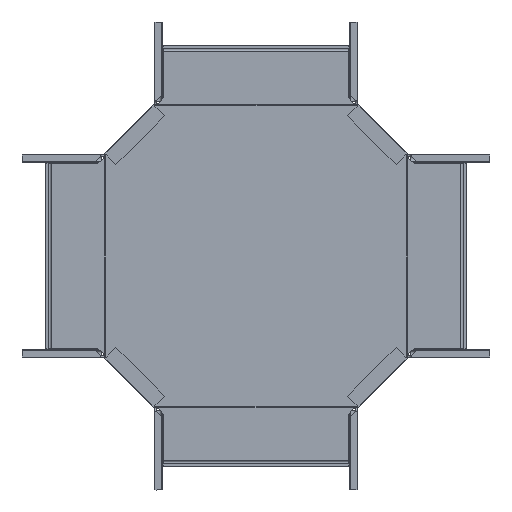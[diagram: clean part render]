
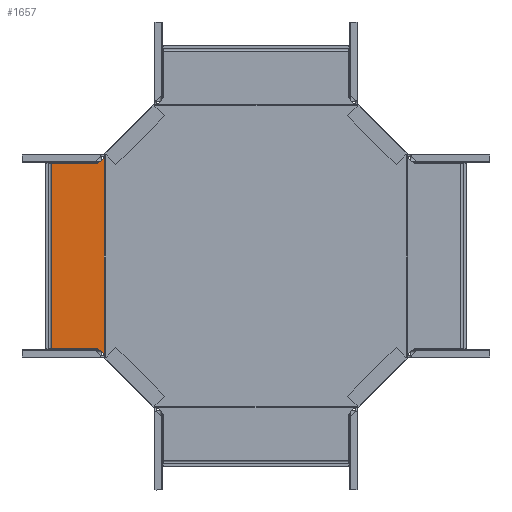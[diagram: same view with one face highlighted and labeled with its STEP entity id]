
A CAD part, front view. The second image highlights one B-rep face of the part: STEP entity #1657.
In plain terms, the highlighted planar face has unit normal (0, -1, 0).
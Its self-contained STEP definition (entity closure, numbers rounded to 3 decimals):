
#8 = VECTOR ( 'NONE', #5410, 1000. ) ;
#163 = CARTESIAN_POINT ( 'NONE',  ( -198.823, -2., 89.75 ) ) ;
#164 = VERTEX_POINT ( 'NONE', #186 ) ;
#186 = CARTESIAN_POINT ( 'NONE',  ( -147.413, -2., -95.502 ) ) ;
#295 = CARTESIAN_POINT ( 'NONE',  ( -147.537, -2., 95.428 ) ) ;
#350 = VERTEX_POINT ( 'NONE', #1791 ) ;
#525 = DIRECTION ( 'NONE',  ( 0.707, 0., 0.707 ) ) ;
#581 = CARTESIAN_POINT ( 'NONE',  ( -148.062, -2., -95.074 ) ) ;
#639 = PLANE ( 'NONE',  #5070 ) ;
#685 = CARTESIAN_POINT ( 'NONE',  ( -148.138, -2., 95.02 ) ) ;
#695 = EDGE_CURVE ( 'NONE', #4722, #2646, #3727, .T. ) ;
#720 = VECTOR ( 'NONE', #5178, 1000. ) ;
#729 = VERTEX_POINT ( 'NONE', #3911 ) ;
#844 = CARTESIAN_POINT ( 'NONE',  ( -153.408, -2., -89.75 ) ) ;
#991 = CARTESIAN_POINT ( 'NONE',  ( -153.408, -2., 89.75 ) ) ;
#1026 = CARTESIAN_POINT ( 'NONE',  ( -147.413, -2., 95.502 ) ) ;
#1055 = ORIENTED_EDGE ( 'NONE', *, *, #2912, .F. ) ;
#1304 = DIRECTION ( 'NONE',  ( 1., 0., 0. ) ) ;
#1440 = CARTESIAN_POINT ( 'NONE',  ( -147.647, -2., -95.357 ) ) ;
#1552 = DIRECTION ( 'NONE',  ( 0., 0., 1. ) ) ;
#1575 = CARTESIAN_POINT ( 'NONE',  ( -153.408, -2., -89.75 ) ) ;
#1576 = ORIENTED_EDGE ( 'NONE', *, *, #4990, .T. ) ;
#1625 = CARTESIAN_POINT ( 'NONE',  ( 0.165, -2., 0. ) ) ;
#1657 = ADVANCED_FACE ( 'NONE', ( #5429 ), #639, .T. ) ;
#1664 = DIRECTION ( 'NONE',  ( 0., -1., 0. ) ) ;
#1791 = CARTESIAN_POINT ( 'NONE',  ( -148.138, -2., -95.02 ) ) ;
#1842 = LINE ( 'NONE', #6123, #720 ) ;
#1870 = LINE ( 'NONE', #991, #4570 ) ;
#2043 = ORIENTED_EDGE ( 'NONE', *, *, #2201, .F. ) ;
#2150 = VECTOR ( 'NONE', #1552, 1000. ) ;
#2193 = ORIENTED_EDGE ( 'NONE', *, *, #695, .F. ) ;
#2201 = EDGE_CURVE ( 'NONE', #2646, #4678, #1870, .T. ) ;
#2375 = DIRECTION ( 'NONE',  ( 0., 0., -1. ) ) ;
#2387 = CARTESIAN_POINT ( 'NONE',  ( -147.96, -2., -95.145 ) ) ;
#2510 = CARTESIAN_POINT ( 'NONE',  ( -147.862, -2., -95.212 ) ) ;
#2646 = VERTEX_POINT ( 'NONE', #3804 ) ;
#2722 = CARTESIAN_POINT ( 'NONE',  ( -153.408, -2., 89.75 ) ) ;
#2912 = EDGE_CURVE ( 'NONE', #3705, #164, #4800, .T. ) ;
#2980 = CARTESIAN_POINT ( 'NONE',  ( -148.138, -2., -95.02 ) ) ;
#3014 = CARTESIAN_POINT ( 'NONE',  ( -147.791, -2., -95.26 ) ) ;
#3150 = EDGE_CURVE ( 'NONE', #6084, #350, #1842, .T. ) ;
#3152 = VECTOR ( 'NONE', #1304, 1000. ) ;
#3582 = EDGE_CURVE ( 'NONE', #4678, #3705, #4027, .T. ) ;
#3705 = VERTEX_POINT ( 'NONE', #1026 ) ;
#3727 = LINE ( 'NONE', #2722, #3152 ) ;
#3782 = CARTESIAN_POINT ( 'NONE',  ( -148.019, -2., 95.104 ) ) ;
#3802 = ORIENTED_EDGE ( 'NONE', *, *, #5457, .F. ) ;
#3804 = CARTESIAN_POINT ( 'NONE',  ( -153.408, -2., 89.75 ) ) ;
#3911 = CARTESIAN_POINT ( 'NONE',  ( -198.823, -2., -89.75 ) ) ;
#3984 = LINE ( 'NONE', #5862, #2150 ) ;
#4027 = B_SPLINE_CURVE_WITH_KNOTS ( 'NONE', 3,
 ( #6143, #3782, #4664, #4196, #295, #6115 ),
 .UNSPECIFIED., .F., .F.,
 ( 4, 2, 4 ),
 ( 0., 0.5, 1. ),
 .UNSPECIFIED. ) ;
#4196 = CARTESIAN_POINT ( 'NONE',  ( -147.658, -2., 95.35 ) ) ;
#4214 = ORIENTED_EDGE ( 'NONE', *, *, #3150, .T. ) ;
#4308 = CARTESIAN_POINT ( 'NONE',  ( -147.785, -2., -95.264 ) ) ;
#4334 = CARTESIAN_POINT ( 'NONE',  ( -147.413, -2., -95.502 ) ) ;
#4424 = CARTESIAN_POINT ( 'NONE',  ( -147.799, -2., -95.255 ) ) ;
#4483 = DIRECTION ( 'NONE',  ( -1., 0., 0. ) ) ;
#4570 = VECTOR ( 'NONE', #525, 1000. ) ;
#4664 = CARTESIAN_POINT ( 'NONE',  ( -147.902, -2., 95.186 ) ) ;
#4678 = VERTEX_POINT ( 'NONE', #685 ) ;
#4722 = VERTEX_POINT ( 'NONE', #163 ) ;
#4757 = EDGE_CURVE ( 'NONE', #729, #6084, #5884, .T. ) ;
#4800 = LINE ( 'NONE', #6129, #5084 ) ;
#4812 = CARTESIAN_POINT ( 'NONE',  ( -147.525, -2., -95.435 ) ) ;
#4840 = CARTESIAN_POINT ( 'NONE',  ( -147.819, -2., -95.241 ) ) ;
#4990 = EDGE_CURVE ( 'NONE', #350, #164, #5579, .T. ) ;
#5070 = AXIS2_PLACEMENT_3D ( 'NONE', #1625, #1664, #4483 ) ;
#5084 = VECTOR ( 'NONE', #2375, 1000. ) ;
#5135 = EDGE_LOOP ( 'NONE', ( #4214, #1576, #1055, #6155, #2043, #2193, #3802, #6010 ) ) ;
#5178 = DIRECTION ( 'NONE',  ( 0.707, 0., -0.707 ) ) ;
#5410 = DIRECTION ( 'NONE',  ( 1., 0., 0. ) ) ;
#5429 = FACE_OUTER_BOUND ( 'NONE', #5135, .T. ) ;
#5457 = EDGE_CURVE ( 'NONE', #729, #4722, #3984, .T. ) ;
#5579 = B_SPLINE_CURVE_WITH_KNOTS ( 'NONE', 3,
 ( #2980, #581, #2387, #2510, #4840, #4424, #3014, #4308, #6230, #1440, #4812, #4334 ),
 .UNSPECIFIED., .F., .F.,
 ( 4, 1, 1, 1, 1, 2, 2, 4 ),
 ( 0., 0.25, 0.375, 0.437, 0.469, 0.484, 0.5, 1. ),
 .UNSPECIFIED. ) ;
#5862 = CARTESIAN_POINT ( 'NONE',  ( -198.823, -2., -7.203 ) ) ;
#5884 = LINE ( 'NONE', #1575, #8 ) ;
#6010 = ORIENTED_EDGE ( 'NONE', *, *, #4757, .T. ) ;
#6084 = VERTEX_POINT ( 'NONE', #844 ) ;
#6115 = CARTESIAN_POINT ( 'NONE',  ( -147.413, -2., 95.502 ) ) ;
#6123 = CARTESIAN_POINT ( 'NONE',  ( -153.408, -2., -89.75 ) ) ;
#6129 = CARTESIAN_POINT ( 'NONE',  ( -147.413, -2., 0. ) ) ;
#6143 = CARTESIAN_POINT ( 'NONE',  ( -148.138, -2., 95.02 ) ) ;
#6155 = ORIENTED_EDGE ( 'NONE', *, *, #3582, .F. ) ;
#6230 = CARTESIAN_POINT ( 'NONE',  ( -147.784, -2., -95.265 ) ) ;
